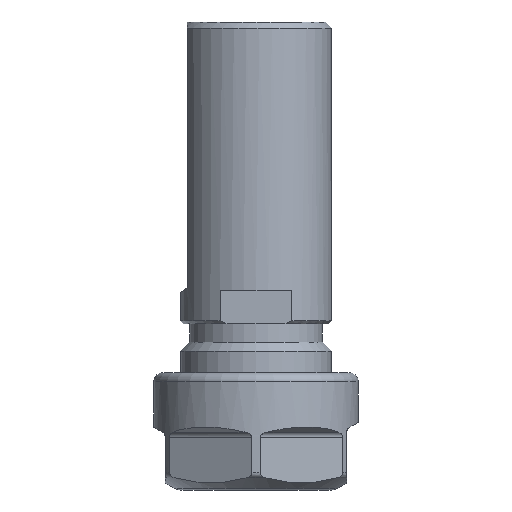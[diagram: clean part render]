
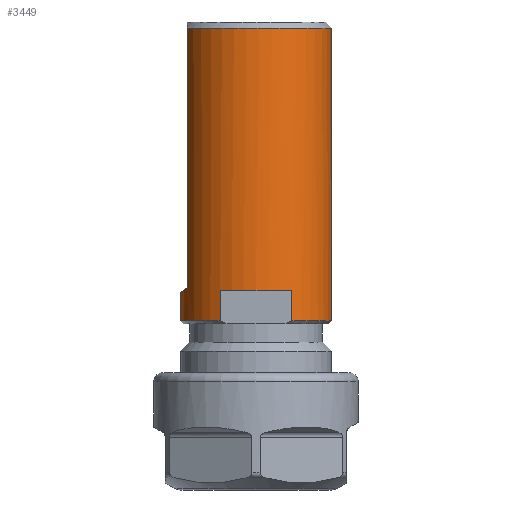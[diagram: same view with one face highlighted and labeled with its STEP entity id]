
A CAD part, left-side view. The second image highlights one B-rep face of the part: STEP entity #3449.
In plain terms, the highlighted cylindrical face has radius 12.5 mm (diameter 25 mm), a partial arc.
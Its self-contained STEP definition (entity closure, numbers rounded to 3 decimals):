
#1052=CARTESIAN_POINT('',(-11,5.937,-32));
#1071=CARTESIAN_POINT('',(-11,-5.937,-32));
#1108=CARTESIAN_POINT('',(0,12.5,-27.27));
#1127=DIRECTION('',(0,0,-1));
#1128=VECTOR('',#1127,5);
#1129=CARTESIAN_POINT('',(-11,-5.937,-27));
#1130=LINE('',#1129,#1128);
#1131=CARTESIAN_POINT('',(0,0,-27));
#1132=DIRECTION('',(0,0,-1));
#1133=DIRECTION('',(-0.88,-0.475,0));
#1134=AXIS2_PLACEMENT_3D('',#1131,#1132,#1133);
#1136=DIRECTION('',(0,0,-1));
#1137=VECTOR('',#1136,5);
#1138=CARTESIAN_POINT('',(-11,5.937,-27));
#1139=LINE('',#1138,#1137);
#1140=CARTESIAN_POINT('',(0,0,-32));
#1141=DIRECTION('',(0,0,1));
#1142=DIRECTION('',(0,1,0));
#1143=AXIS2_PLACEMENT_3D('',#1140,#1141,#1142);
#1145=DIRECTION('',(0,0,1));
#1146=VECTOR('',#1145,4.73);
#1147=CARTESIAN_POINT('',(0,12.5,-32));
#1148=LINE('',#1147,#1146);
#1149=CARTESIAN_POINT('',(-5.127,11.4,-26.5));
#1150=CARTESIAN_POINT('',(-4.328,11.76,-26.752));
#1151=CARTESIAN_POINT('',(-2.674,12.303,
-27.132));
#1152=CARTESIAN_POINT('',(-0.912,12.5,-27.27));
#1153=CARTESIAN_POINT('',(0,12.5,-27.27));
#1155=DIRECTION('',(0,0,-1));
#1156=VECTOR('',#1155,43);
#1157=CARTESIAN_POINT('',(-5.127,11.4,16.5));
#1158=LINE('',#1157,#1156);
#1159=CARTESIAN_POINT('',(0,0,16.5));
#1160=DIRECTION('',(0,0,1));
#1161=DIRECTION('',(-0.41,0.912,0));
#1162=AXIS2_PLACEMENT_3D('',#1159,#1160,#1161);
#1164=DIRECTION('',(0.,0.,1));
#1165=VECTOR('',#1164,48.5);
#1166=CARTESIAN_POINT('',(0,-12.5,-32));
#1167=LINE('',#1166,#1165);
#1168=CARTESIAN_POINT('',(0,0,-32));
#1169=DIRECTION('',(0,0,1));
#1170=DIRECTION('',(-0.88,-0.475,0));
#1171=AXIS2_PLACEMENT_3D('',#1168,#1169,#1170);
#1940=CARTESIAN_POINT('',(0,-12.5,-32));
#1941=CARTESIAN_POINT('',(0.,-12.5,
16.5));
#1942=VERTEX_POINT('',#1940);
#1943=VERTEX_POINT('',#1941);
#1948=VERTEX_POINT('',#1108);
#1953=CARTESIAN_POINT('',(-5.127,11.4,16.5));
#1954=CARTESIAN_POINT('',(-5.127,11.4,-26.5));
#1955=VERTEX_POINT('',#1953);
#1956=VERTEX_POINT('',#1954);
#1957=CARTESIAN_POINT('',(0,12.5,-32));
#1958=VERTEX_POINT('',#1957);
#1967=VERTEX_POINT('',#1071);
#1970=VERTEX_POINT('',#1052);
#1971=CARTESIAN_POINT('',(-11,-5.937,-27));
#1972=VERTEX_POINT('',#1971);
#1973=CARTESIAN_POINT('',(-11,5.937,-27));
#1974=VERTEX_POINT('',#1973);
#3428=CARTESIAN_POINT('',(0,0,20.8));
#3429=DIRECTION('',(0,0,-1));
#3430=DIRECTION('',(0,-1,0));
#3431=AXIS2_PLACEMENT_3D('',#3428,#3429,#3430);
#3432=CYLINDRICAL_SURFACE('',#3431,12.5);
#3433=ORIENTED_EDGE('',*,*,#3339,.F.);
#3435=ORIENTED_EDGE('',*,*,#3434,.T.);
#3436=ORIENTED_EDGE('',*,*,#3335,.T.);
#3437=ORIENTED_EDGE('',*,*,#3351,.F.);
#3438=ORIENTED_EDGE('',*,*,#3394,.T.);
#3440=ORIENTED_EDGE('',*,*,#3439,.F.);
#3442=ORIENTED_EDGE('',*,*,#3441,.F.);
#3444=ORIENTED_EDGE('',*,*,#3443,.T.);
#3445=ORIENTED_EDGE('',*,*,#3386,.F.);
#3446=ORIENTED_EDGE('',*,*,#3367,.F.);
#3447=EDGE_LOOP('',(#3433,#3435,#3436,#3437,#3438,#3440,#3442,#3444,#3445,
#3446));
#3448=FACE_OUTER_BOUND('',#3447,.F.);
#3449=ADVANCED_FACE('',(#3448),#3432,.T.);
#1135=CIRCLE('',#1134,12.5);
#1144=CIRCLE('',#1143,12.5);
#1154=B_SPLINE_CURVE_WITH_KNOTS('',3,(#1149,#1150,#1151,#1152,#1153),
.UNSPECIFIED.,.F.,.F.,(4,1,4),(0,0.5,1),.UNSPECIFIED.);
#1163=CIRCLE('',#1162,12.5);
#1172=CIRCLE('',#1171,12.5);
#3335=EDGE_CURVE('',#1974,#1970,#1139,.T.);
#3339=EDGE_CURVE('',#1972,#1967,#1130,.T.);
#3351=EDGE_CURVE('',#1958,#1970,#1144,.T.);
#3367=EDGE_CURVE('',#1967,#1942,#1172,.T.);
#3386=EDGE_CURVE('',#1942,#1943,#1167,.T.);
#3394=EDGE_CURVE('',#1958,#1948,#1148,.T.);
#3434=EDGE_CURVE('',#1972,#1974,#1135,.T.);
#3439=EDGE_CURVE('',#1956,#1948,#1154,.T.);
#3441=EDGE_CURVE('',#1955,#1956,#1158,.T.);
#3443=EDGE_CURVE('',#1955,#1943,#1163,.T.);
